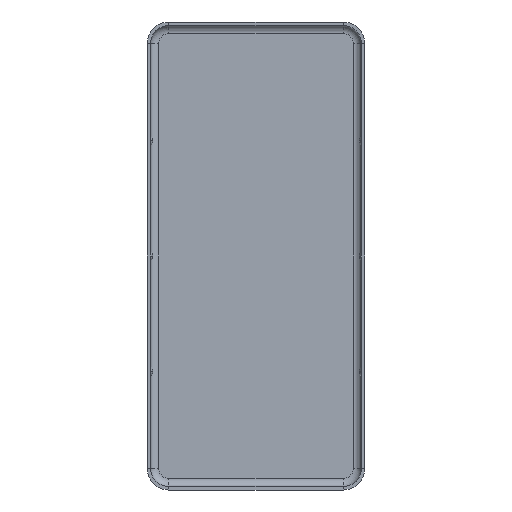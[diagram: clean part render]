
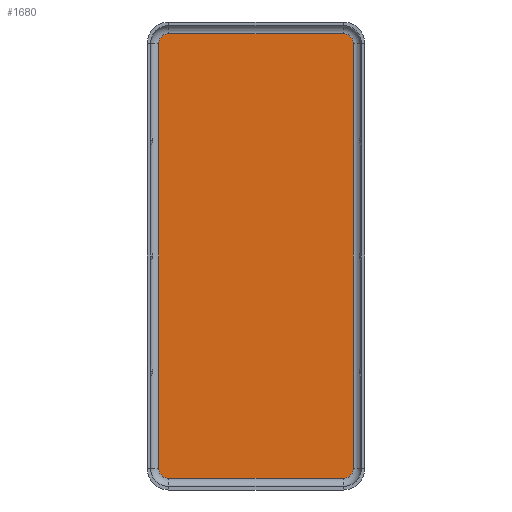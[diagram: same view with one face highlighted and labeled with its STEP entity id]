
A CAD part, front view. The second image highlights one B-rep face of the part: STEP entity #1680.
In plain terms, the highlighted planar face has unit normal (0, -1, 0).
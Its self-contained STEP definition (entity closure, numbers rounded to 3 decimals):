
#19 = DIRECTION ( 'NONE',  ( 0., 0., -1. ) ) ;
#53 = CARTESIAN_POINT ( 'NONE',  ( 7.55, 0., 19.3 ) ) ;
#59 = VERTEX_POINT ( 'NONE', #908 ) ;
#75 = VERTEX_POINT ( 'NONE', #488 ) ;
#81 = EDGE_CURVE ( 'NONE', #888, #75, #509, .T. ) ;
#85 = AXIS2_PLACEMENT_3D ( 'NONE', #1298, #712, #449 ) ;
#115 = VERTEX_POINT ( 'NONE', #53 ) ;
#122 = VERTEX_POINT ( 'NONE', #916 ) ;
#244 = CIRCLE ( 'NONE', #1595, 0.9 ) ;
#280 = DIRECTION ( 'NONE',  ( 0., 0., -1. ) ) ;
#297 = CARTESIAN_POINT ( 'NONE',  ( -8.45, 0., 0. ) ) ;
#326 = ORIENTED_EDGE ( 'NONE', *, *, #1616, .T. ) ;
#345 = LINE ( 'NONE', #584, #1768 ) ;
#383 = CIRCLE ( 'NONE', #85, 0.9 ) ;
#419 = DIRECTION ( 'NONE',  ( 0., 0., -1. ) ) ;
#449 = DIRECTION ( 'NONE',  ( 0., 0., 1. ) ) ;
#462 = VECTOR ( 'NONE', #881, 1000. ) ;
#488 = CARTESIAN_POINT ( 'NONE',  ( -7.55, 0., 19.3 ) ) ;
#509 = CIRCLE ( 'NONE', #1209, 0.9 ) ;
#542 = PLANE ( 'NONE',  #960 ) ;
#571 = CARTESIAN_POINT ( 'NONE',  ( 7.55, 0., -18.4 ) ) ;
#576 = VERTEX_POINT ( 'NONE', #1382 ) ;
#584 = CARTESIAN_POINT ( 'NONE',  ( 7.55, 0., -19.3 ) ) ;
#619 = CARTESIAN_POINT ( 'NONE',  ( -7.55, 0., 18.4 ) ) ;
#667 = EDGE_CURVE ( 'NONE', #1238, #59, #383, .T. ) ;
#708 = EDGE_CURVE ( 'NONE', #576, #115, #1237, .T. ) ;
#712 = DIRECTION ( 'NONE',  ( 0., 1., 0. ) ) ;
#715 = VECTOR ( 'NONE', #1816, 1000. ) ;
#735 = CARTESIAN_POINT ( 'NONE',  ( -8.45, 0., 18.4 ) ) ;
#738 = VECTOR ( 'NONE', #19, 1000. ) ;
#795 = ORIENTED_EDGE ( 'NONE', *, *, #1694, .T. ) ;
#857 = CARTESIAN_POINT ( 'NONE',  ( 7.55, 0., 18.4 ) ) ;
#877 = CARTESIAN_POINT ( 'NONE',  ( 8.45, 0., -18.4 ) ) ;
#881 = DIRECTION ( 'NONE',  ( 0., 0., -1. ) ) ;
#888 = VERTEX_POINT ( 'NONE', #735 ) ;
#908 = CARTESIAN_POINT ( 'NONE',  ( 7.55, 0., -19.3 ) ) ;
#916 = CARTESIAN_POINT ( 'NONE',  ( -8.45, 0., -18.4 ) ) ;
#956 = ORIENTED_EDGE ( 'NONE', *, *, #667, .F. ) ;
#960 = AXIS2_PLACEMENT_3D ( 'NONE', #571, #1275, #419 ) ;
#1018 = DIRECTION ( 'NONE',  ( 0., -1., 0. ) ) ;
#1177 = DIRECTION ( 'NONE',  ( -1., 0., 0. ) ) ;
#1209 = AXIS2_PLACEMENT_3D ( 'NONE', #619, #1750, #1462 ) ;
#1237 = CIRCLE ( 'NONE', #1371, 0.9 ) ;
#1238 = VERTEX_POINT ( 'NONE', #877 ) ;
#1251 = EDGE_CURVE ( 'NONE', #888, #122, #1355, .T. ) ;
#1275 = DIRECTION ( 'NONE',  ( 0., -1., 0. ) ) ;
#1298 = CARTESIAN_POINT ( 'NONE',  ( 7.55, 0., -18.4 ) ) ;
#1301 = CARTESIAN_POINT ( 'NONE',  ( 8.45, 0., 0. ) ) ;
#1307 = ORIENTED_EDGE ( 'NONE', *, *, #1251, .T. ) ;
#1348 = ORIENTED_EDGE ( 'NONE', *, *, #708, .T. ) ;
#1355 = LINE ( 'NONE', #297, #738 ) ;
#1371 = AXIS2_PLACEMENT_3D ( 'NONE', #857, #1018, #280 ) ;
#1382 = CARTESIAN_POINT ( 'NONE',  ( 8.45, 0., 18.4 ) ) ;
#1418 = FACE_OUTER_BOUND ( 'NONE', #1455, .T. ) ;
#1433 = ORIENTED_EDGE ( 'NONE', *, *, #1826, .F. ) ;
#1446 = ORIENTED_EDGE ( 'NONE', *, *, #1758, .F. ) ;
#1455 = EDGE_LOOP ( 'NONE', ( #1446, #956, #1433, #1348, #326, #1492, #1307, #795 ) ) ;
#1462 = DIRECTION ( 'NONE',  ( 0., 0., -1. ) ) ;
#1474 = LINE ( 'NONE', #1301, #462 ) ;
#1492 = ORIENTED_EDGE ( 'NONE', *, *, #81, .F. ) ;
#1532 = CARTESIAN_POINT ( 'NONE',  ( 7.55, 0., 19.3 ) ) ;
#1558 = VERTEX_POINT ( 'NONE', #1782 ) ;
#1595 = AXIS2_PLACEMENT_3D ( 'NONE', #1686, #1644, #1735 ) ;
#1616 = EDGE_CURVE ( 'NONE', #115, #75, #1711, .T. ) ;
#1644 = DIRECTION ( 'NONE',  ( 0., -1., 0. ) ) ;
#1680 = ADVANCED_FACE ( 'NONE', ( #1418 ), #542, .T. ) ;
#1686 = CARTESIAN_POINT ( 'NONE',  ( -7.55, 0., -18.4 ) ) ;
#1694 = EDGE_CURVE ( 'NONE', #122, #1558, #244, .T. ) ;
#1711 = LINE ( 'NONE', #1532, #715 ) ;
#1735 = DIRECTION ( 'NONE',  ( 0., 0., 1. ) ) ;
#1750 = DIRECTION ( 'NONE',  ( 0., 1., 0. ) ) ;
#1758 = EDGE_CURVE ( 'NONE', #59, #1558, #345, .T. ) ;
#1768 = VECTOR ( 'NONE', #1177, 1000. ) ;
#1782 = CARTESIAN_POINT ( 'NONE',  ( -7.55, 0., -19.3 ) ) ;
#1816 = DIRECTION ( 'NONE',  ( -1., 0., 0. ) ) ;
#1826 = EDGE_CURVE ( 'NONE', #576, #1238, #1474, .T. ) ;
